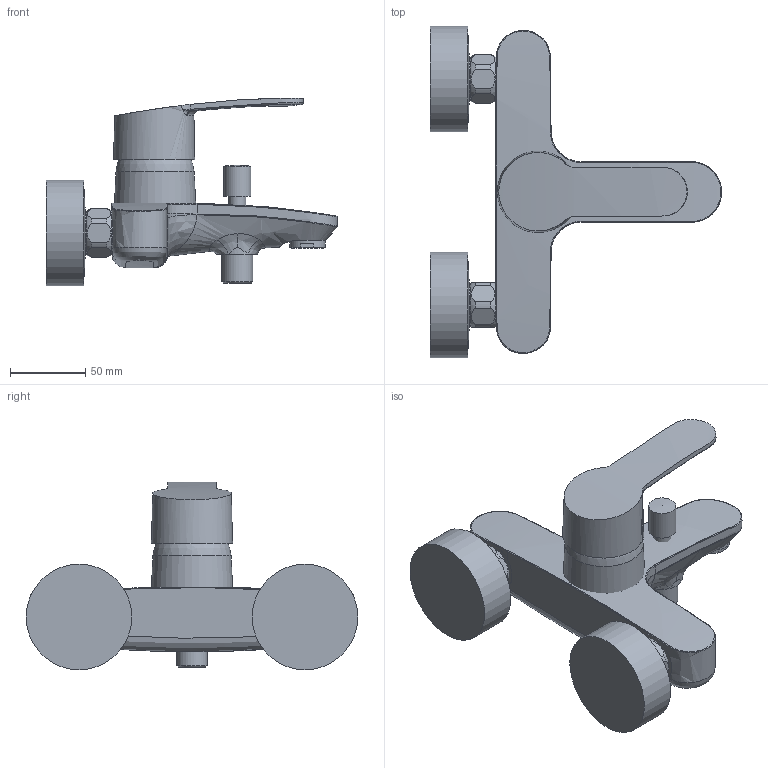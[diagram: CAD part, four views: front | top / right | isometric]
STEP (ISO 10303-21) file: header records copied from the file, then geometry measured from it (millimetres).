
FILE_DESCRIPTION(/* description */ ('Unknown'),/* implementation_level */ '2;1');
FILE_NAME(/* name */ '33591002',/* time_stamp */ '2022-09-01T12:28:39+02:00',/* author */ ('Unknown'),/* organization */ ('GROHE AG'),/* preprocessor_version */ 'ST-DEVELOPER v16.7',/* originating_system */ 'DEX',/* authorisation */ $);
FILE_SCHEMA (('AUTOMOTIVE_DESIGN {1 0 10303 214 3 1 1}'));
Length unit declared in the file: millimetre
Products named in the file (5): 33591002; id11; 100406_EuroStyleCosmo_Lever46BathShower_Lob; 50.9697.1_Standard; 50.9702.1_Standard
Assembly tree (4 placements, depth 2):
  33591002
    id11
    100406_EuroStyleCosmo_Lever46BathShower_Lob
    50.9697.1_Standard
    50.9702.1_Standard
Bounding box: 193.23 x 220 x 124.44 mm (x, y, z)
Volume: 5152.1 mm3; surface area: 102985.2 mm2
Topology: 1 solids, 11 shells, 106 faces, 293 edges, 192 vertices
Faces by surface type: bspline 46, plane 25, cylinder 22, torus 5, sphere 4, cone 4
Full cylindrical faces by diameter (mm): 11.2 x1, 18 x1, 20.5 x1, 23.6 x1, 26.421 x2, 70 x2
Entity records: 8096 total; most frequent: CARTESIAN_POINT 5840, ORIENTED_EDGE 462, DIRECTION 302, EDGE_CURVE 247, VERTEX_POINT 172, B_SPLINE_CURVE_WITH_KNOTS 146, AXIS2_PLACEMENT_3D 136, FACE_BOUND 131
